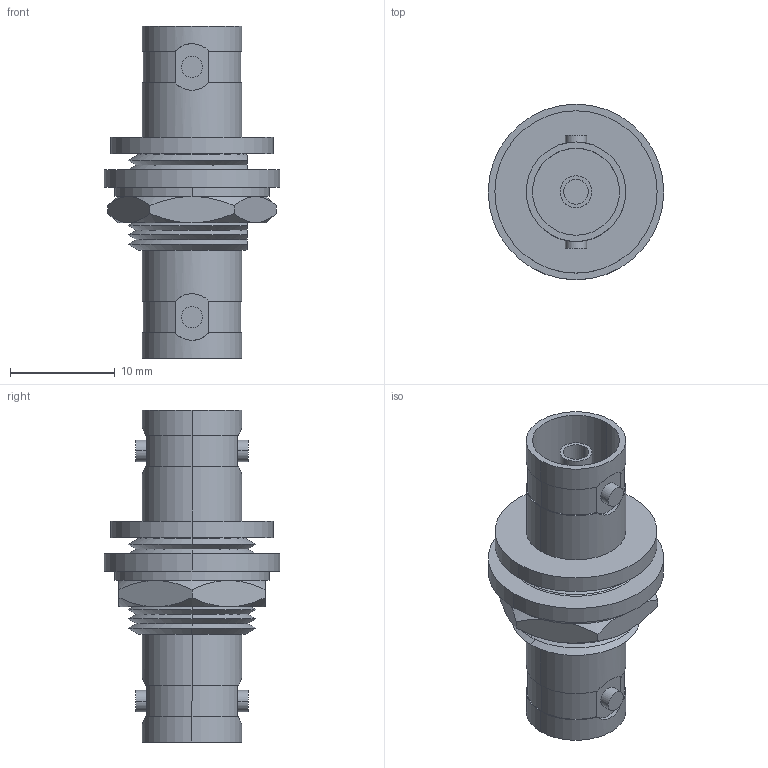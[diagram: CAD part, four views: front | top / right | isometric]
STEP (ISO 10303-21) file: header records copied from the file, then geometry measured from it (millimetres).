
FILE_DESCRIPTION (( 'STEP AP214' ), '1' );
FILE_NAME ('LCAD30020_3D.STEP', '2021-09-29T17:19:11', ( '' ), ( '' ), 'SwSTEP 2.0', 'SolidWorks 2021', '' );
FILE_SCHEMA (( 'AUTOMOTIVE_DESIGN' ));
Length unit declared in the file: inch
Products named in the file (5): LCAD30020-MA1; 3AA03-010; 3AA02-008; LCAD30020_3D; 3AA03-005
Assembly tree (4 placements, depth 2):
  LCAD30020_3D
    LCAD30020-MA1
    3AA02-008
    3AA03-005
    3AA03-010
Bounding box: 16.76 x 16.76 x 31.7 mm (x, y, z)
Volume: 2272.8 mm3; surface area: 3176.4 mm2
Topology: 4 solids, 4 shells, 236 faces, 628 edges, 413 vertices
Faces by surface type: cylinder 97, plane 96, cone 43
Entity records: 8518 total; most frequent: CARTESIAN_POINT 1764, DIRECTION 1286, ORIENTED_EDGE 1256, EDGE_CURVE 628, AXIS2_PLACEMENT_3D 487, VERTEX_POINT 413, LINE 312, VECTOR 312
